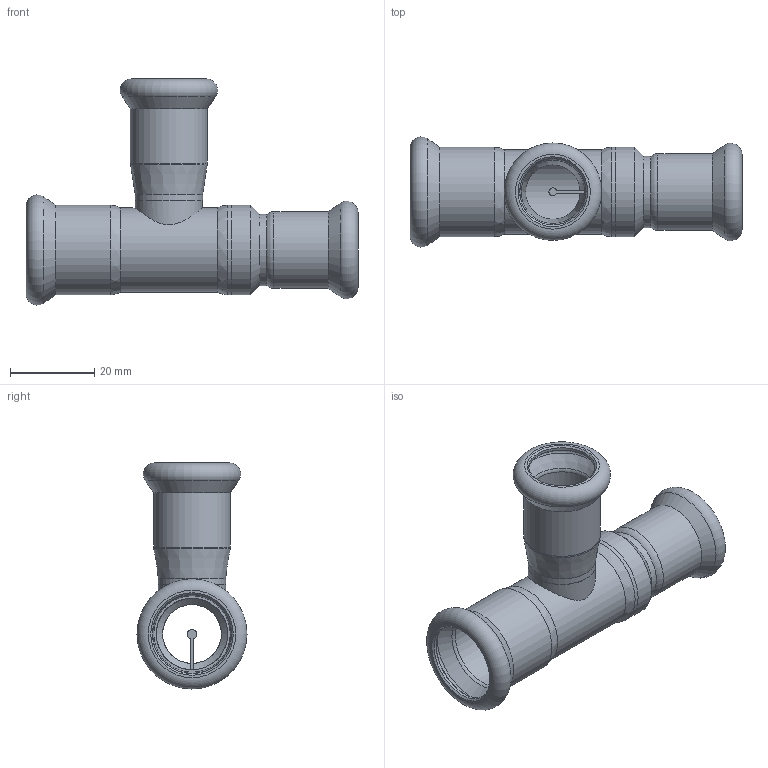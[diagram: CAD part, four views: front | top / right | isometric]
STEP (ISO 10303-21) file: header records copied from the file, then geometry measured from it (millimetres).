
FILE_DESCRIPTION(/* description */ (''),/* implementation_level */ '2;1');
FILE_NAME(/* name */ '31208.stp',/* time_stamp */ '2014-04-01T20:09:37+02:00',/* author */ ('bruh'),/* organization */ (''),/* preprocessor_version */ 'ST-DEVELOPER v15.2',/* originating_system */ 'Autodesk Inventor 2014',/* authorisation */ '');
FILE_SCHEMA (('AUTOMOTIVE_DESIGN { 1 0 10303 214 3 1 1 }'));
Length unit declared in the file: millimetre
Products named in the file (6): 401090; 900022; 900022_1; 490704; 401961; 31208
Bounding box: 79 x 26.19 x 53.8 mm (x, y, z)
Volume: 10677.1 mm3; surface area: 14985.3 mm2
Topology: 5 solids, 5 shells, 83 faces, 170 edges, 104 vertices
Faces by surface type: plane 27, cylinder 26, cone 16, torus 12, bspline 2
Full cylindrical faces by diameter (mm): 13 x2, 14 x1, 15.2 x2, 15.8 x2, 16 x1, 16.1 x1, 17 x4, 18.2 x2, 18.3 x3, 18.8 x1, 20 x1, 21.3 x3
Entity records: 2161 total; most frequent: CARTESIAN_POINT 445, DIRECTION 372, ORIENTED_EDGE 222, AXIS2_PLACEMENT_3D 175, EDGE_LOOP 153, EDGE_CURVE 111, VERTEX_POINT 96, CIRCLE 83
